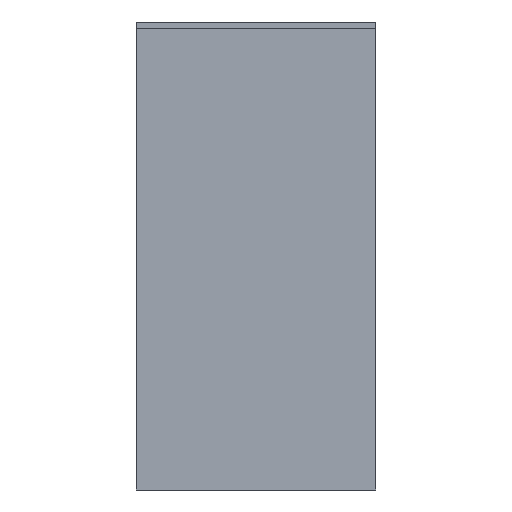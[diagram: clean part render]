
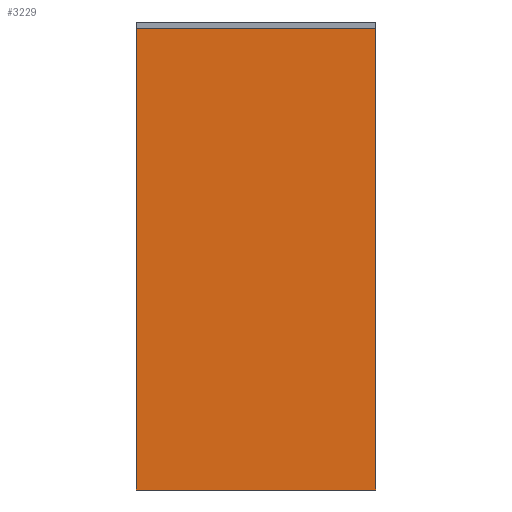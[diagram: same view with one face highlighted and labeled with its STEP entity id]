
A CAD part, left-side view. The second image highlights one B-rep face of the part: STEP entity #3229.
In plain terms, the highlighted planar face has unit normal (-1, 0, 0).
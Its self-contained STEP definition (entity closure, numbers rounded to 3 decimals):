
#48 = LINE ( 'NONE', #1574, #2631 ) ;
#502 = ORIENTED_EDGE ( 'NONE', *, *, #503, .F. ) ;
#503 = EDGE_CURVE ( 'NONE', #1062, #528, #2725, .T. ) ;
#528 = VERTEX_POINT ( 'NONE', #2729 ) ;
#647 = EDGE_CURVE ( 'NONE', #528, #1091, #2386, .T. ) ;
#725 = EDGE_CURVE ( 'NONE', #1266, #1062, #1283, .T. ) ;
#815 = ORIENTED_EDGE ( 'NONE', *, *, #1083, .F. ) ;
#850 = VECTOR ( 'NONE', #2788, 1000. ) ;
#1004 = DIRECTION ( 'NONE',  ( 0., 0., -1. ) ) ;
#1009 = DIRECTION ( 'NONE',  ( 1., 0., 0. ) ) ;
#1013 = ORIENTED_EDGE ( 'NONE', *, *, #725, .F. ) ;
#1062 = VERTEX_POINT ( 'NONE', #1613 ) ;
#1083 = EDGE_CURVE ( 'NONE', #1091, #1266, #48, .T. ) ;
#1091 = VERTEX_POINT ( 'NONE', #1567 ) ;
#1104 = CARTESIAN_POINT ( 'NONE',  ( 92., -26., -0.01 ) ) ;
#1115 = PLANE ( 'NONE',  #1312 ) ;
#1167 = CARTESIAN_POINT ( 'NONE',  ( 92., 26., -98.49 ) ) ;
#1266 = VERTEX_POINT ( 'NONE', #1104 ) ;
#1283 = LINE ( 'NONE', #2248, #2462 ) ;
#1312 = AXIS2_PLACEMENT_3D ( 'NONE', #1167, #1009, #1004 ) ;
#1567 = CARTESIAN_POINT ( 'NONE',  ( 92., 26., -0.01 ) ) ;
#1574 = CARTESIAN_POINT ( 'NONE',  ( 92., 26., -0.01 ) ) ;
#1584 = DIRECTION ( 'NONE',  ( 0., -1., 0. ) ) ;
#1613 = CARTESIAN_POINT ( 'NONE',  ( 92., -26., -100. ) ) ;
#1937 = EDGE_LOOP ( 'NONE', ( #1013, #815, #1964, #502 ) ) ;
#1964 = ORIENTED_EDGE ( 'NONE', *, *, #647, .F. ) ;
#2066 = DIRECTION ( 'NONE',  ( 0., 0., -1. ) ) ;
#2248 = CARTESIAN_POINT ( 'NONE',  ( 92., -26., -98.49 ) ) ;
#2312 = CARTESIAN_POINT ( 'NONE',  ( 92., 26., -98.49 ) ) ;
#2327 = DIRECTION ( 'NONE',  ( 0., 0., 1. ) ) ;
#2386 = LINE ( 'NONE', #2312, #2871 ) ;
#2462 = VECTOR ( 'NONE', #2066, 1000. ) ;
#2631 = VECTOR ( 'NONE', #1584, 1000. ) ;
#2718 = FACE_OUTER_BOUND ( 'NONE', #1937, .T. ) ;
#2725 = LINE ( 'NONE', #2782, #850 ) ;
#2729 = CARTESIAN_POINT ( 'NONE',  ( 92., 26., -100. ) ) ;
#2782 = CARTESIAN_POINT ( 'NONE',  ( 92., -28.135, -100. ) ) ;
#2788 = DIRECTION ( 'NONE',  ( 0., 1., 0. ) ) ;
#2871 = VECTOR ( 'NONE', #2327, 1000. ) ;
#3229 = ADVANCED_FACE ( 'NONE', ( #2718 ), #1115, .F. ) ;
